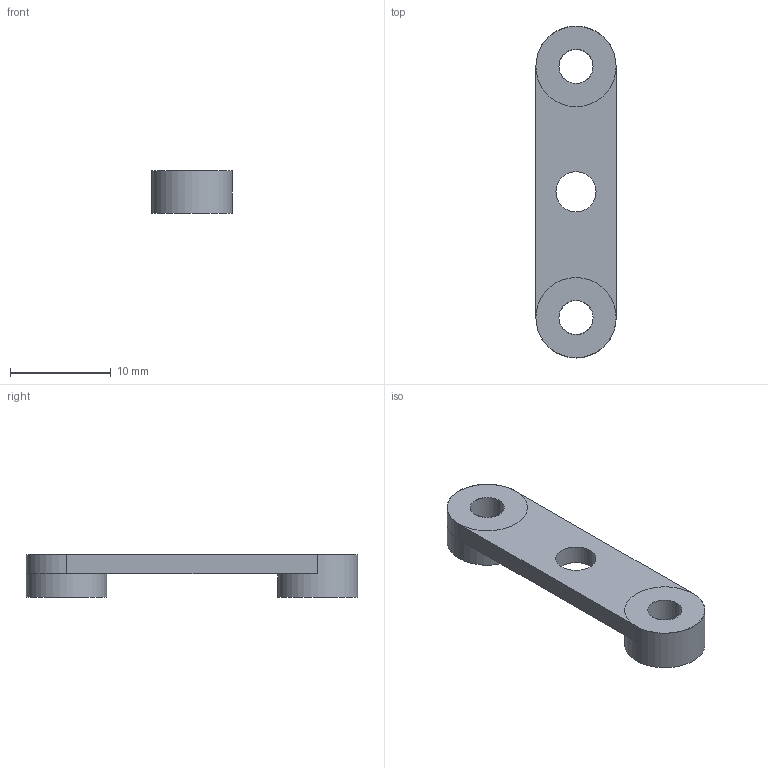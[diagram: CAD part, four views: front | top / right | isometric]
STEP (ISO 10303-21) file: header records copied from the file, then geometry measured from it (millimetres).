
FILE_DESCRIPTION(('FreeCAD Model'),'2;1');
FILE_NAME('Open CASCADE Shape Model','2023-08-05T15:48:56',(''),(''), 'Open CASCADE STEP processor 7.6','FreeCAD','Unknown');
FILE_SCHEMA(('AUTOMOTIVE_DESIGN { 1 0 10303 214 1 1 1 1 }'));
Length unit declared in the file: millimetre
Products named in the file (1): motor_clamp
Bounding box: 8 x 33.03 x 4.2 mm (x, y, z)
Volume: 607.4 mm3; surface area: 811.8 mm2
Topology: 1 solids, 1 shells, 29 faces, 64 edges, 37 vertices
Faces by surface type: plane 19, cylinder 10
Full cylindrical faces by diameter (mm): 3.4 x2, 4 x1, 8 x2
Entity records: 1674 total; most frequent: CARTESIAN_POINT 315, DIRECTION 270, ORIENTED_EDGE 128, PCURVE 128, DEFINITIONAL_REPRESENTATION 128, LINE 88, VECTOR 88, CIRCLE 83
